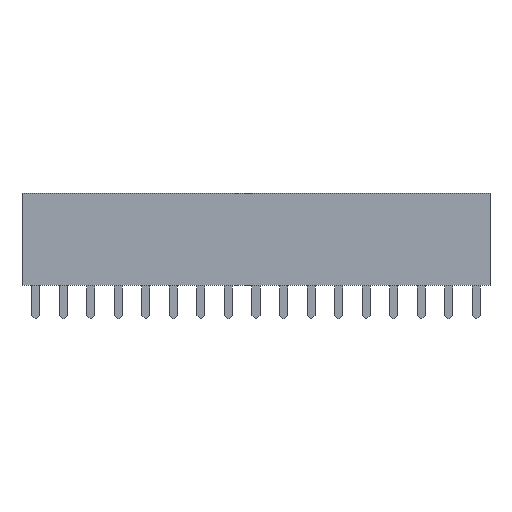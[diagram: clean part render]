
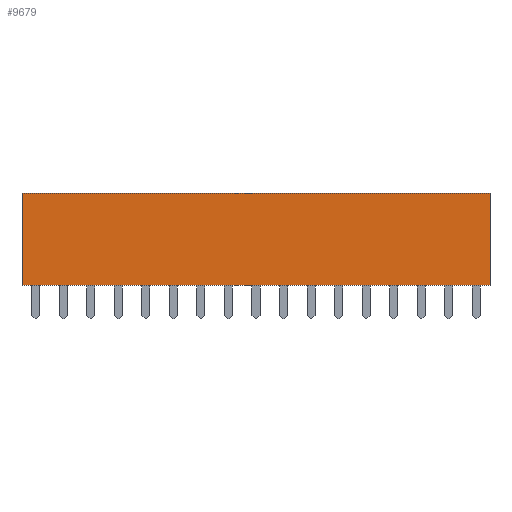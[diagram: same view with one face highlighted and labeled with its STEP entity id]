
A CAD part, front view. The second image highlights one B-rep face of the part: STEP entity #9679.
In plain terms, the highlighted planar face has unit normal (0, -1, 0).
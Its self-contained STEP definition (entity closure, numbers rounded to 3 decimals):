
#303=FACE_OUTER_BOUND('',#918,.T.);
#918=EDGE_LOOP('',(#7019,#7020,#7021,#7022));
#1413=LINE('',#13415,#2753);
#1484=LINE('',#13558,#2824);
#1719=LINE('',#14042,#3059);
#1722=LINE('',#14047,#3062);
#2753=VECTOR('',#10858,10.);
#2824=VECTOR('',#10937,10.);
#3059=VECTOR('',#11432,10.);
#3062=VECTOR('',#11439,10.);
#4074=VERTEX_POINT('',#13412);
#4075=VERTEX_POINT('',#13414);
#4143=VERTEX_POINT('',#13557);
#4262=VERTEX_POINT('',#14041);
#4941=EDGE_CURVE('',#4074,#4075,#1413,.T.);
#5012=EDGE_CURVE('',#4075,#4143,#1484,.T.);
#5247=EDGE_CURVE('',#4262,#4143,#1719,.T.);
#5250=EDGE_CURVE('',#4262,#4074,#1722,.T.);
#7019=ORIENTED_EDGE('',*,*,#5247,.T.);
#7020=ORIENTED_EDGE('',*,*,#5012,.F.);
#7021=ORIENTED_EDGE('',*,*,#4941,.F.);
#7022=ORIENTED_EDGE('',*,*,#5250,.F.);
#9081=PLANE('',#10327);
#9679=ADVANCED_FACE('',(#303),#9081,.T.);
#10327=AXIS2_PLACEMENT_3D('',#14114,#11508,#11509);
#10858=DIRECTION('',(1.,0.,0.));
#10937=DIRECTION('',(0.,0.,-1.));
#11432=DIRECTION('',(1.,0.,0.));
#11439=DIRECTION('',(0.,0.,1.));
#11508=DIRECTION('center_axis',(0.,-1.,0.));
#11509=DIRECTION('ref_axis',(1.,0.,0.));
#13412=CARTESIAN_POINT('',(-21.59,-2.52,8.6));
#13414=CARTESIAN_POINT('',(21.59,-2.52,8.6));
#13415=CARTESIAN_POINT('',(-21.59,-2.52,8.6));
#13557=CARTESIAN_POINT('',(21.59,-2.52,0.1));
#13558=CARTESIAN_POINT('',(21.59,-2.52,0.1));
#14041=CARTESIAN_POINT('',(-21.59,-2.52,0.1));
#14042=CARTESIAN_POINT('',(-21.59,-2.52,0.1));
#14047=CARTESIAN_POINT('',(-21.59,-2.52,0.1));
#14114=CARTESIAN_POINT('Origin',(-21.59,-2.52,0.1));
